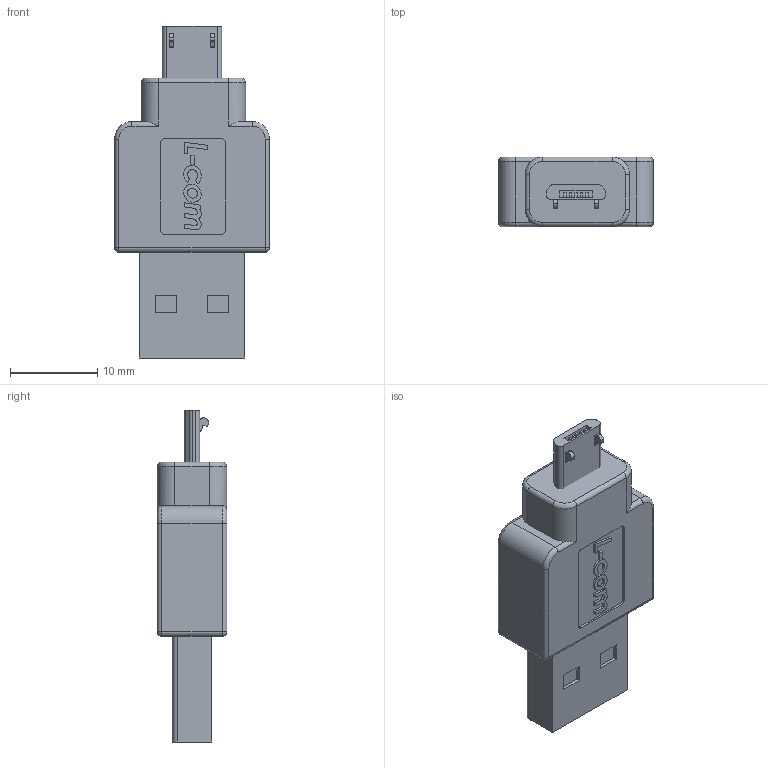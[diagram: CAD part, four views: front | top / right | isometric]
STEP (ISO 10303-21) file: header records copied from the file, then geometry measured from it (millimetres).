
FILE_DESCRIPTION (( 'STEP AP214' ), '1' );
FILE_NAME ('UAD031MM.STEP', '2010-03-22T15:45:22', ( 'Windows XP Mode' ), ( '' ), 'SwSTEP 2.0', 'SolidWorks 2008', '' );
FILE_SCHEMA (( 'AUTOMOTIVE_DESIGN' ));
Length unit declared in the file: inch
Products named in the file (4): UAD031MM; 1AA05-012; 1AA05-032
Assembly tree (3 placements, depth 2):
  UAD031MM
    1AA05-032
    1AA05-012
    UAD031MM
Bounding box: 17.8 x 8 x 38.14 mm (x, y, z)
Volume: 3587.2 mm3; surface area: 2975 mm2
Topology: 7 solids, 7 shells, 360 faces, 939 edges, 614 vertices
Faces by surface type: plane 256, cylinder 61, bspline 31, torus 8, sphere 4
Entity records: 14552 total; most frequent: CARTESIAN_POINT 3638, ORIENTED_EDGE 1870, DIRECTION 1665, EDGE_CURVE 935, VECTOR 743, LINE 743, VERTEX_POINT 614, AXIS2_PLACEMENT_3D 461
